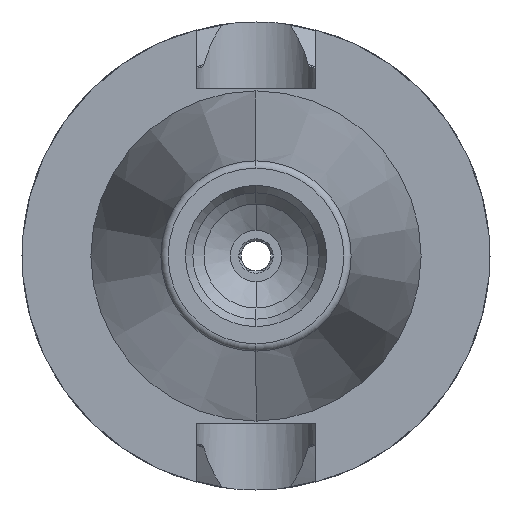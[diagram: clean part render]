
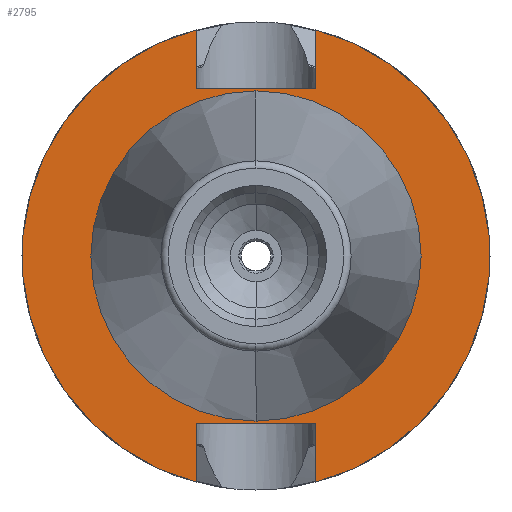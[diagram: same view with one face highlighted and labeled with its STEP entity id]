
A CAD part, left-side view. The second image highlights one B-rep face of the part: STEP entity #2795.
In plain terms, the highlighted planar face has unit normal (-1, 0, 0).
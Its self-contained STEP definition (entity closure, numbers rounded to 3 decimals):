
#21 = DIRECTION ( 'NONE',  ( 1., 0., 0. ) ) ;
#114 = LINE ( 'NONE', #2247, #133 ) ;
#133 = VECTOR ( 'NONE', #2220, 1000. ) ;
#214 = CARTESIAN_POINT ( 'NONE',  ( 2., 8.05, 30.454 ) ) ;
#246 = CARTESIAN_POINT ( 'NONE',  ( 2., -8.05, 22.6 ) ) ;
#319 = VERTEX_POINT ( 'NONE', #6446 ) ;
#334 = ORIENTED_EDGE ( 'NONE', *, *, #1887, .F. ) ;
#436 = PLANE ( 'NONE',  #8316 ) ;
#483 = CARTESIAN_POINT ( 'NONE',  ( 2., -8.05, 22.6 ) ) ;
#513 = CARTESIAN_POINT ( 'NONE',  ( 2., 0., -21.725 ) ) ;
#658 = VECTOR ( 'NONE', #3385, 1000. ) ;
#684 = LINE ( 'NONE', #3561, #658 ) ;
#696 = CARTESIAN_POINT ( 'NONE',  ( 2., 8.05, 30.454 ) ) ;
#1026 = CARTESIAN_POINT ( 'NONE',  ( 2., 8.05, -30.454 ) ) ;
#1099 = DIRECTION ( 'NONE',  ( 0., 0., 1. ) ) ;
#1175 = ORIENTED_EDGE ( 'NONE', *, *, #1319, .T. ) ;
#1277 = DIRECTION ( 'NONE',  ( 0., 0., 1. ) ) ;
#1319 = EDGE_CURVE ( 'NONE', #2343, #8321, #1762, .T. ) ;
#1390 = ORIENTED_EDGE ( 'NONE', *, *, #2625, .F. ) ;
#1515 = CARTESIAN_POINT ( 'NONE',  ( 2., -8.05, -30.454 ) ) ;
#1635 = EDGE_CURVE ( 'NONE', #8116, #8321, #684, .T. ) ;
#1646 = LINE ( 'NONE', #696, #3465 ) ;
#1648 = AXIS2_PLACEMENT_3D ( 'NONE', #2909, #8547, #1099 ) ;
#1688 = VERTEX_POINT ( 'NONE', #3052 ) ;
#1762 = CIRCLE ( 'NONE', #2976, 31.5 ) ;
#1774 = EDGE_CURVE ( 'NONE', #7314, #8116, #114, .T. ) ;
#1887 = EDGE_CURVE ( 'NONE', #2310, #7314, #8834, .T. ) ;
#1955 = DIRECTION ( 'NONE',  ( 1., 0., 0. ) ) ;
#1980 = CIRCLE ( 'NONE', #7210, 21.725 ) ;
#2004 = VERTEX_POINT ( 'NONE', #513 ) ;
#2066 = EDGE_CURVE ( 'NONE', #2310, #1688, #8053, .T. ) ;
#2127 = EDGE_CURVE ( 'NONE', #6960, #1688, #7675, .T. ) ;
#2220 = DIRECTION ( 'NONE',  ( 0., 1., 0. ) ) ;
#2247 = CARTESIAN_POINT ( 'NONE',  ( 2., -8.05, -22.6 ) ) ;
#2310 = VERTEX_POINT ( 'NONE', #5520 ) ;
#2343 = VERTEX_POINT ( 'NONE', #214 ) ;
#2371 = EDGE_CURVE ( 'NONE', #319, #6960, #8293, .T. ) ;
#2522 = ORIENTED_EDGE ( 'NONE', *, *, #9185, .T. ) ;
#2625 = EDGE_CURVE ( 'NONE', #2343, #319, #1646, .T. ) ;
#2795 = ADVANCED_FACE ( 'NONE', ( #8753, #8428 ), #436, .F. ) ;
#2909 = CARTESIAN_POINT ( 'NONE',  ( 2., 0., 0. ) ) ;
#2976 = AXIS2_PLACEMENT_3D ( 'NONE', #5644, #5636, #5613 ) ;
#3052 = CARTESIAN_POINT ( 'NONE',  ( 2., -8.05, 30.454 ) ) ;
#3385 = DIRECTION ( 'NONE',  ( 0., 0., -1. ) ) ;
#3465 = VECTOR ( 'NONE', #6669, 1000. ) ;
#3561 = CARTESIAN_POINT ( 'NONE',  ( 2., 8.05, -30.454 ) ) ;
#4125 = DIRECTION ( 'NONE',  ( 0., 0., -1. ) ) ;
#4395 = DIRECTION ( 'NONE',  ( 1., 0., 0. ) ) ;
#4490 = CARTESIAN_POINT ( 'NONE',  ( 2., 8.05, -22.6 ) ) ;
#4507 = ORIENTED_EDGE ( 'NONE', *, *, #2371, .F. ) ;
#4528 = CARTESIAN_POINT ( 'NONE',  ( 2., 0., 0. ) ) ;
#4977 = CARTESIAN_POINT ( 'NONE',  ( 2., 0., 0. ) ) ;
#5204 = ORIENTED_EDGE ( 'NONE', *, *, #2127, .F. ) ;
#5270 = DIRECTION ( 'NONE',  ( 0., 0., -1. ) ) ;
#5520 = CARTESIAN_POINT ( 'NONE',  ( 2., -8.05, -30.454 ) ) ;
#5613 = DIRECTION ( 'NONE',  ( 0., 0., 1. ) ) ;
#5636 = DIRECTION ( 'NONE',  ( -1., 0., 0. ) ) ;
#5644 = CARTESIAN_POINT ( 'NONE',  ( 2., 0., 0. ) ) ;
#6166 = DIRECTION ( 'NONE',  ( 0., 0., 1. ) ) ;
#6322 = CARTESIAN_POINT ( 'NONE',  ( 2., -8.05, -22.6 ) ) ;
#6417 = CARTESIAN_POINT ( 'NONE',  ( 2., 0., 0. ) ) ;
#6446 = CARTESIAN_POINT ( 'NONE',  ( 2., 8.05, 22.6 ) ) ;
#6575 = ORIENTED_EDGE ( 'NONE', *, *, #2066, .T. ) ;
#6669 = DIRECTION ( 'NONE',  ( 0., 0., -1. ) ) ;
#6932 = VECTOR ( 'NONE', #6166, 1000. ) ;
#6960 = VERTEX_POINT ( 'NONE', #483 ) ;
#6976 = CARTESIAN_POINT ( 'NONE',  ( 2., 0., 21.725 ) ) ;
#7210 = AXIS2_PLACEMENT_3D ( 'NONE', #6417, #1955, #7226 ) ;
#7226 = DIRECTION ( 'NONE',  ( 0., 0., -1. ) ) ;
#7314 = VERTEX_POINT ( 'NONE', #6322 ) ;
#7675 = LINE ( 'NONE', #9022, #6932 ) ;
#7860 = EDGE_CURVE ( 'NONE', #9320, #2004, #1980, .T. ) ;
#8053 = CIRCLE ( 'NONE', #1648, 31.5 ) ;
#8116 = VERTEX_POINT ( 'NONE', #4490 ) ;
#8182 = EDGE_LOOP ( 'NONE', ( #1175, #9399, #8380, #334, #6575, #5204, #4507, #1390 ) ) ;
#8293 = LINE ( 'NONE', #246, #9684 ) ;
#8316 = AXIS2_PLACEMENT_3D ( 'NONE', #4977, #4395, #4125 ) ;
#8321 = VERTEX_POINT ( 'NONE', #1026 ) ;
#8380 = ORIENTED_EDGE ( 'NONE', *, *, #1774, .F. ) ;
#8428 = FACE_BOUND ( 'NONE', #8894, .T. ) ;
#8452 = CIRCLE ( 'NONE', #9854, 21.725 ) ;
#8547 = DIRECTION ( 'NONE',  ( -1., 0., 0. ) ) ;
#8572 = VECTOR ( 'NONE', #1277, 1000. ) ;
#8583 = ORIENTED_EDGE ( 'NONE', *, *, #7860, .T. ) ;
#8753 = FACE_OUTER_BOUND ( 'NONE', #8182, .T. ) ;
#8834 = LINE ( 'NONE', #1515, #8572 ) ;
#8836 = DIRECTION ( 'NONE',  ( 0., -1., 0. ) ) ;
#8894 = EDGE_LOOP ( 'NONE', ( #8583, #2522 ) ) ;
#9022 = CARTESIAN_POINT ( 'NONE',  ( 2., -8.05, 30.454 ) ) ;
#9185 = EDGE_CURVE ( 'NONE', #2004, #9320, #8452, .T. ) ;
#9320 = VERTEX_POINT ( 'NONE', #6976 ) ;
#9399 = ORIENTED_EDGE ( 'NONE', *, *, #1635, .F. ) ;
#9684 = VECTOR ( 'NONE', #8836, 1000. ) ;
#9854 = AXIS2_PLACEMENT_3D ( 'NONE', #4528, #21, #5270 ) ;
